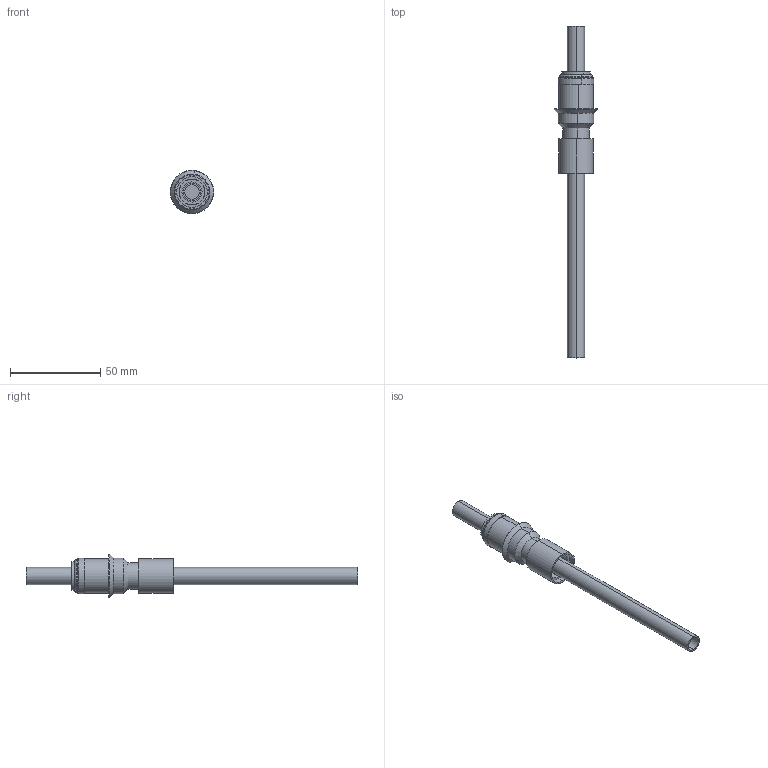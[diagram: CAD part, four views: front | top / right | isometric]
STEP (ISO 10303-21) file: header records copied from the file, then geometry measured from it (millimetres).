
FILE_DESCRIPTION (( 'STEP AP203' ), '1' );
FILE_NAME ('A0108-1-W.STEP', '2019-10-24T17:37:37', ( '' ), ( '' ), 'SwSTEP 2.0', 'SolidWorks 2019', '' );
FILE_SCHEMA (( 'CONFIG_CONTROL_DESIGN' ));
Length unit declared in the file: inch
Products named in the file (1): A0108-1-W
Bounding box: 24.08 x 184.15 x 24.08 mm (x, y, z)
Volume: 12504.1 mm3; surface area: 16072.2 mm2
Topology: 1 solids, 1 shells, 55 faces, 108 edges, 68 vertices
Faces by surface type: cylinder 30, plane 15, cone 6, torus 4
Entity records: 1517 total; most frequent: DIRECTION 292, CARTESIAN_POINT 232, ORIENTED_EDGE 216, AXIS2_PLACEMENT_3D 128, EDGE_CURVE 108, CIRCLE 72, EDGE_LOOP 68, VERTEX_POINT 68
